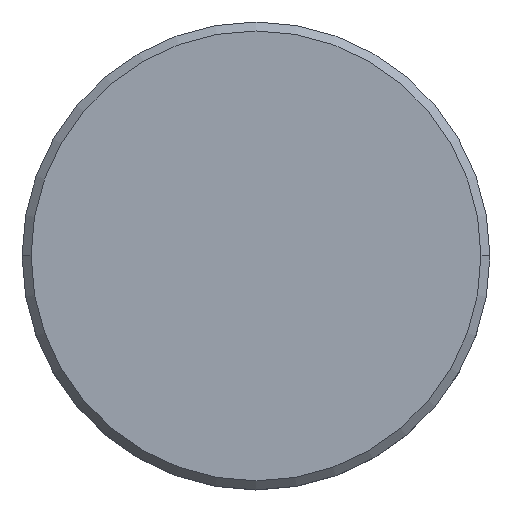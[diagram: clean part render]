
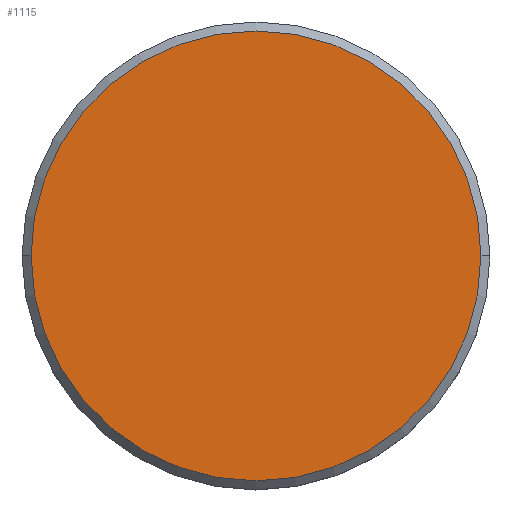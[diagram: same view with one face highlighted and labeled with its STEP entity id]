
A CAD part, top view. The second image highlights one B-rep face of the part: STEP entity #1115.
In plain terms, the highlighted planar face has unit normal (0, 0, 1).
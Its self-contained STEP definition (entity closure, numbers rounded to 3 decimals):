
#101 = FACE_OUTER_BOUND ( 'NONE', #1003, .T. ) ;
#112 = CARTESIAN_POINT ( 'NONE',  ( -12.5, 0., 0. ) ) ;
#126 = AXIS2_PLACEMENT_3D ( 'NONE', #652, #1141, #403 ) ;
#151 = DIRECTION ( 'NONE',  ( 1., 0., 0. ) ) ;
#152 = DIRECTION ( 'NONE',  ( 1., 0., 0. ) ) ;
#216 = AXIS2_PLACEMENT_3D ( 'NONE', #1145, #676, #151 ) ;
#243 = CARTESIAN_POINT ( 'NONE',  ( 0., 0., 0. ) ) ;
#297 = EDGE_CURVE ( 'NONE', #853, #818, #623, .T. ) ;
#387 = CARTESIAN_POINT ( 'NONE',  ( 12.5, 0., 0. ) ) ;
#403 = DIRECTION ( 'NONE',  ( 1., 0., 0. ) ) ;
#534 = EDGE_CURVE ( 'NONE', #818, #853, #920, .T. ) ;
#552 = PLANE ( 'NONE',  #126 ) ;
#623 = CIRCLE ( 'NONE', #1095, 12.5 ) ;
#652 = CARTESIAN_POINT ( 'NONE',  ( 0., 0., 0. ) ) ;
#676 = DIRECTION ( 'NONE',  ( 0., 0., 1. ) ) ;
#706 = ORIENTED_EDGE ( 'NONE', *, *, #297, .T. ) ;
#818 = VERTEX_POINT ( 'NONE', #112 ) ;
#853 = VERTEX_POINT ( 'NONE', #387 ) ;
#920 = CIRCLE ( 'NONE', #216, 12.5 ) ;
#970 = DIRECTION ( 'NONE',  ( 0., 0., 1. ) ) ;
#1003 = EDGE_LOOP ( 'NONE', ( #1103, #706 ) ) ;
#1095 = AXIS2_PLACEMENT_3D ( 'NONE', #243, #970, #152 ) ;
#1103 = ORIENTED_EDGE ( 'NONE', *, *, #534, .T. ) ;
#1115 = ADVANCED_FACE ( 'NONE', ( #101 ), #552, .T. ) ;
#1141 = DIRECTION ( 'NONE',  ( 0., 0., 1. ) ) ;
#1145 = CARTESIAN_POINT ( 'NONE',  ( 0., 0., 0. ) ) ;
